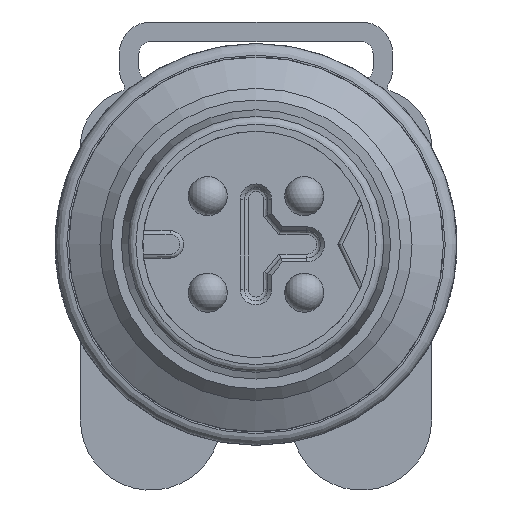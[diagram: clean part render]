
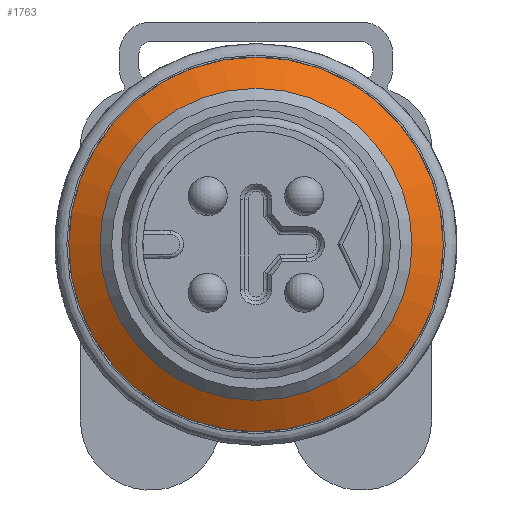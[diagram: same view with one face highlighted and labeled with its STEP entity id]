
A CAD part, front view. The second image highlights one B-rep face of the part: STEP entity #1763.
In plain terms, the highlighted conical face has half-angle 60 degrees and reference radius 4 mm.
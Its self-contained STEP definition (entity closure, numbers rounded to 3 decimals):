
#74=CONICAL_SURFACE('',#6913,4.,60.);
#1763=ADVANCED_FACE('',(#2136,#2137),#74,.T.);
#2136=FACE_BOUND('',#2532,.T.);
#2137=FACE_BOUND('',#2533,.T.);
#2532=EDGE_LOOP('',(#3968));
#2533=EDGE_LOOP('',(#3969));
#3968=ORIENTED_EDGE('',*,*,#5678,.F.);
#3969=ORIENTED_EDGE('',*,*,#5677,.T.);
#4875=VERTEX_POINT('',#11596);
#4876=VERTEX_POINT('',#11599);
#5677=EDGE_CURVE('',#4875,#4875,#6211,.T.);
#5678=EDGE_CURVE('',#4876,#4876,#6212,.T.);
#6211=CIRCLE('',#6910,4.);
#6212=CIRCLE('',#6912,4.8);
#6910=AXIS2_PLACEMENT_3D('',#11595,#8550,#8551);
#6912=AXIS2_PLACEMENT_3D('',#11598,#8554,#8555);
#6913=AXIS2_PLACEMENT_3D('',#11600,#8556,#8557);
#8550=DIRECTION('',(0.,1.,0.));
#8551=DIRECTION('',(0.,0.,1.));
#8554=DIRECTION('',(0.,1.,0.));
#8555=DIRECTION('',(0.,0.,1.));
#8556=DIRECTION('',(0.,1.,0.));
#8557=DIRECTION('',(0.,0.,-1.));
#11595=CARTESIAN_POINT('',(105.675,-11.075,0.));
#11596=CARTESIAN_POINT('',(105.675,-11.075,4.));
#11598=CARTESIAN_POINT('',(105.675,-10.613,0.));
#11599=CARTESIAN_POINT('',(105.675,-10.613,4.8));
#11600=CARTESIAN_POINT('',(105.675,-11.075,0.));
